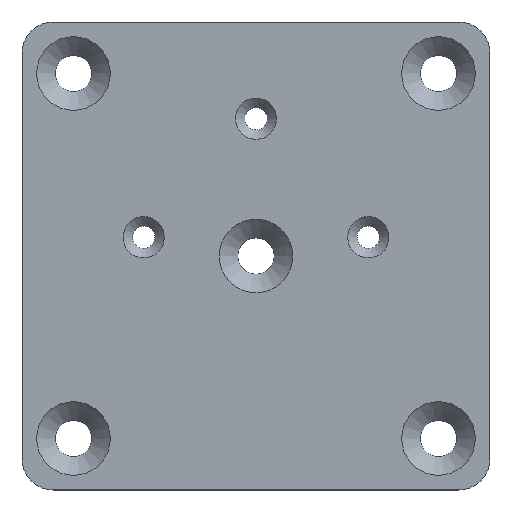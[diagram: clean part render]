
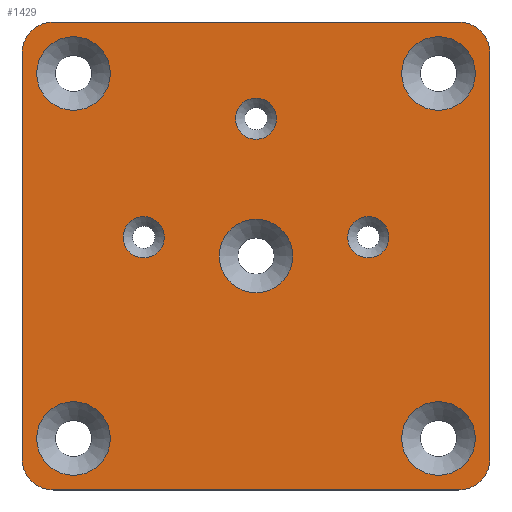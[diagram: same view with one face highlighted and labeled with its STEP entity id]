
A CAD part, top view. The second image highlights one B-rep face of the part: STEP entity #1429.
In plain terms, the highlighted planar face has unit normal (0, 0, 1).
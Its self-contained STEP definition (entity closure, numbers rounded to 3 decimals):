
#28=FACE_BOUND('',#253,.T.);
#29=FACE_BOUND('',#254,.T.);
#30=FACE_BOUND('',#255,.T.);
#31=FACE_BOUND('',#256,.T.);
#32=FACE_BOUND('',#257,.T.);
#33=FACE_BOUND('',#258,.T.);
#34=FACE_BOUND('',#259,.T.);
#35=FACE_BOUND('',#260,.T.);
#52=CIRCLE('',#1554,3.3);
#54=CIRCLE('',#1557,5.);
#55=CIRCLE('',#1558,5.);
#56=CIRCLE('',#1559,5.);
#57=CIRCLE('',#1560,5.);
#58=CIRCLE('',#1561,3.3);
#59=CIRCLE('',#1562,5.9);
#60=CIRCLE('',#1563,5.9);
#61=CIRCLE('',#1564,5.9);
#62=CIRCLE('',#1565,5.9);
#63=CIRCLE('',#1566,5.9);
#64=CIRCLE('',#1567,3.3);
#94=PLANE('',#1556);
#161=FACE_OUTER_BOUND('',#252,.T.);
#252=EDGE_LOOP('',(#1110,#1111,#1112,#1113,#1114,#1115,#1116,#1117));
#253=EDGE_LOOP('',(#1118));
#254=EDGE_LOOP('',(#1119));
#255=EDGE_LOOP('',(#1120));
#256=EDGE_LOOP('',(#1121));
#257=EDGE_LOOP('',(#1122));
#258=EDGE_LOOP('',(#1123));
#259=EDGE_LOOP('',(#1124));
#260=EDGE_LOOP('',(#1125));
#407=LINE('',#2254,#555);
#408=LINE('',#2258,#556);
#409=LINE('',#2262,#557);
#410=LINE('',#2265,#558);
#555=VECTOR('',#1829,10.);
#556=VECTOR('',#1832,10.);
#557=VECTOR('',#1835,10.);
#558=VECTOR('',#1838,10.);
#697=VERTEX_POINT('',#2244);
#699=VERTEX_POINT('',#2250);
#700=VERTEX_POINT('',#2251);
#701=VERTEX_POINT('',#2253);
#702=VERTEX_POINT('',#2255);
#703=VERTEX_POINT('',#2257);
#704=VERTEX_POINT('',#2259);
#705=VERTEX_POINT('',#2261);
#706=VERTEX_POINT('',#2263);
#707=VERTEX_POINT('',#2266);
#708=VERTEX_POINT('',#2268);
#709=VERTEX_POINT('',#2270);
#710=VERTEX_POINT('',#2272);
#711=VERTEX_POINT('',#2274);
#712=VERTEX_POINT('',#2276);
#713=VERTEX_POINT('',#2278);
#851=EDGE_CURVE('',#697,#697,#52,.T.);
#854=EDGE_CURVE('',#699,#700,#54,.T.);
#855=EDGE_CURVE('',#699,#701,#407,.T.);
#856=EDGE_CURVE('',#702,#701,#55,.T.);
#857=EDGE_CURVE('',#702,#703,#408,.T.);
#858=EDGE_CURVE('',#704,#703,#56,.T.);
#859=EDGE_CURVE('',#704,#705,#409,.T.);
#860=EDGE_CURVE('',#706,#705,#57,.T.);
#861=EDGE_CURVE('',#706,#700,#410,.T.);
#862=EDGE_CURVE('',#707,#707,#58,.T.);
#863=EDGE_CURVE('',#708,#708,#59,.T.);
#864=EDGE_CURVE('',#709,#709,#60,.T.);
#865=EDGE_CURVE('',#710,#710,#61,.T.);
#866=EDGE_CURVE('',#711,#711,#62,.T.);
#867=EDGE_CURVE('',#712,#712,#63,.T.);
#868=EDGE_CURVE('',#713,#713,#64,.T.);
#1110=ORIENTED_EDGE('',*,*,#854,.F.);
#1111=ORIENTED_EDGE('',*,*,#855,.T.);
#1112=ORIENTED_EDGE('',*,*,#856,.F.);
#1113=ORIENTED_EDGE('',*,*,#857,.T.);
#1114=ORIENTED_EDGE('',*,*,#858,.F.);
#1115=ORIENTED_EDGE('',*,*,#859,.T.);
#1116=ORIENTED_EDGE('',*,*,#860,.F.);
#1117=ORIENTED_EDGE('',*,*,#861,.T.);
#1118=ORIENTED_EDGE('',*,*,#862,.F.);
#1119=ORIENTED_EDGE('',*,*,#863,.F.);
#1120=ORIENTED_EDGE('',*,*,#864,.F.);
#1121=ORIENTED_EDGE('',*,*,#865,.F.);
#1122=ORIENTED_EDGE('',*,*,#866,.F.);
#1123=ORIENTED_EDGE('',*,*,#867,.F.);
#1124=ORIENTED_EDGE('',*,*,#868,.F.);
#1125=ORIENTED_EDGE('',*,*,#851,.F.);
#1429=ADVANCED_FACE('',(#161,#28,#29,#30,#31,#32,#33,#34,#35),#94,.T.);
#1554=AXIS2_PLACEMENT_3D('',#2245,#1820,#1821);
#1556=AXIS2_PLACEMENT_3D('',#2249,#1825,#1826);
#1557=AXIS2_PLACEMENT_3D('',#2252,#1827,#1828);
#1558=AXIS2_PLACEMENT_3D('',#2256,#1830,#1831);
#1559=AXIS2_PLACEMENT_3D('',#2260,#1833,#1834);
#1560=AXIS2_PLACEMENT_3D('',#2264,#1836,#1837);
#1561=AXIS2_PLACEMENT_3D('',#2267,#1839,#1840);
#1562=AXIS2_PLACEMENT_3D('',#2269,#1841,#1842);
#1563=AXIS2_PLACEMENT_3D('',#2271,#1843,#1844);
#1564=AXIS2_PLACEMENT_3D('',#2273,#1845,#1846);
#1565=AXIS2_PLACEMENT_3D('',#2275,#1847,#1848);
#1566=AXIS2_PLACEMENT_3D('',#2277,#1849,#1850);
#1567=AXIS2_PLACEMENT_3D('',#2279,#1851,#1852);
#1820=DIRECTION('center_axis',(0.,0.,1.));
#1821=DIRECTION('ref_axis',(1.,0.,0.));
#1825=DIRECTION('center_axis',(0.,0.,1.));
#1826=DIRECTION('ref_axis',(1.,0.,0.));
#1827=DIRECTION('center_axis',(0.,0.,-1.));
#1828=DIRECTION('ref_axis',(-0.707,0.707,0.));
#1829=DIRECTION('',(0.,-1.,0.));
#1830=DIRECTION('center_axis',(0.,0.,-1.));
#1831=DIRECTION('ref_axis',(-0.707,-0.707,0.));
#1832=DIRECTION('',(1.,0.,0.));
#1833=DIRECTION('center_axis',(0.,0.,-1.));
#1834=DIRECTION('ref_axis',(0.707,-0.707,0.));
#1835=DIRECTION('',(0.,1.,0.));
#1836=DIRECTION('center_axis',(0.,0.,-1.));
#1837=DIRECTION('ref_axis',(0.707,0.707,0.));
#1838=DIRECTION('',(-1.,0.,0.));
#1839=DIRECTION('center_axis',(0.,0.,1.));
#1840=DIRECTION('ref_axis',(1.,0.,0.));
#1841=DIRECTION('center_axis',(0.,0.,1.));
#1842=DIRECTION('ref_axis',(1.,0.,0.));
#1843=DIRECTION('center_axis',(0.,0.,1.));
#1844=DIRECTION('ref_axis',(1.,0.,0.));
#1845=DIRECTION('center_axis',(0.,0.,1.));
#1846=DIRECTION('ref_axis',(1.,0.,0.));
#1847=DIRECTION('center_axis',(0.,0.,1.));
#1848=DIRECTION('ref_axis',(1.,0.,0.));
#1849=DIRECTION('center_axis',(0.,0.,1.));
#1850=DIRECTION('ref_axis',(1.,0.,0.));
#1851=DIRECTION('center_axis',(0.,0.,1.));
#1852=DIRECTION('ref_axis',(1.,0.,0.));
#2244=CARTESIAN_POINT('',(14.7,3.,3.));
#2245=CARTESIAN_POINT('Origin',(18.,3.,3.));
#2249=CARTESIAN_POINT('Origin',(0.,0.,3.));
#2250=CARTESIAN_POINT('',(-37.5,32.5,3.));
#2251=CARTESIAN_POINT('',(-32.5,37.5,3.));
#2252=CARTESIAN_POINT('Origin',(-32.5,32.5,3.));
#2253=CARTESIAN_POINT('',(-37.5,-32.5,3.));
#2254=CARTESIAN_POINT('',(-37.5,-37.5,3.));
#2255=CARTESIAN_POINT('',(-32.5,-37.5,3.));
#2256=CARTESIAN_POINT('Origin',(-32.5,-32.5,3.));
#2257=CARTESIAN_POINT('',(32.5,-37.5,3.));
#2258=CARTESIAN_POINT('',(37.5,-37.5,3.));
#2259=CARTESIAN_POINT('',(37.5,-32.5,3.));
#2260=CARTESIAN_POINT('Origin',(32.5,-32.5,3.));
#2261=CARTESIAN_POINT('',(37.5,32.5,3.));
#2262=CARTESIAN_POINT('',(37.5,37.5,3.));
#2263=CARTESIAN_POINT('',(32.5,37.5,3.));
#2264=CARTESIAN_POINT('Origin',(32.5,32.5,3.));
#2265=CARTESIAN_POINT('',(-37.5,37.5,3.));
#2266=CARTESIAN_POINT('',(-21.3,3.,3.));
#2267=CARTESIAN_POINT('Origin',(-18.,3.,3.));
#2268=CARTESIAN_POINT('',(23.35,-29.25,3.));
#2269=CARTESIAN_POINT('Origin',(29.25,-29.25,3.));
#2270=CARTESIAN_POINT('',(-5.9,0.,3.));
#2271=CARTESIAN_POINT('Origin',(0.,0.,3.));
#2272=CARTESIAN_POINT('',(-35.15,29.25,3.));
#2273=CARTESIAN_POINT('Origin',(-29.25,29.25,3.));
#2274=CARTESIAN_POINT('',(23.35,29.25,3.));
#2275=CARTESIAN_POINT('Origin',(29.25,29.25,3.));
#2276=CARTESIAN_POINT('',(-35.15,-29.25,3.));
#2277=CARTESIAN_POINT('Origin',(-29.25,-29.25,3.));
#2278=CARTESIAN_POINT('',(-3.3,22.,3.));
#2279=CARTESIAN_POINT('Origin',(0.,22.,3.));
